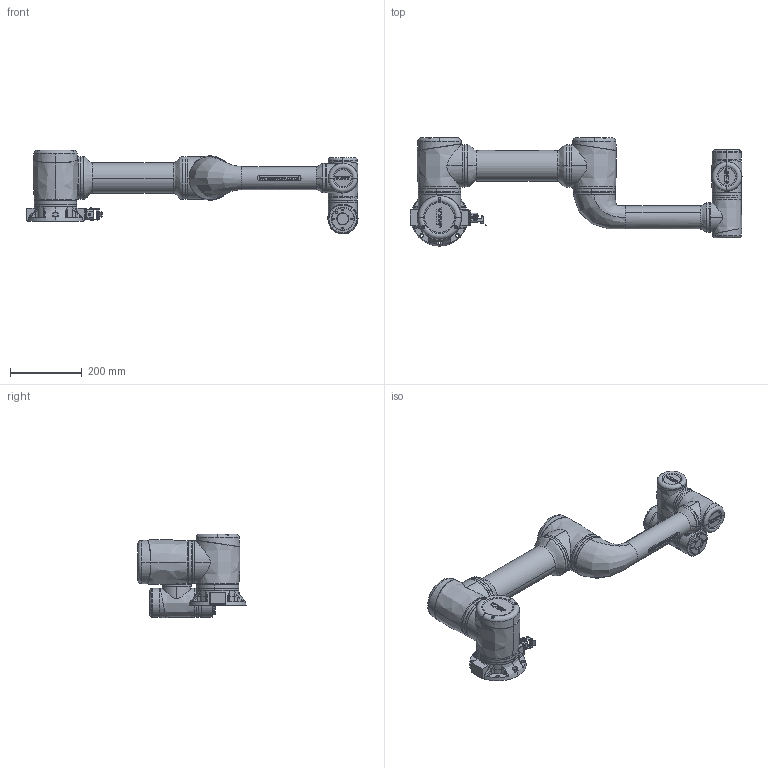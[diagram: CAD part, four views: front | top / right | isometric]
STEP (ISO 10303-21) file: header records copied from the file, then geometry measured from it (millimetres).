
FILE_DESCRIPTION (( 'STEP AP214' ), '1' );
FILE_NAME ('Zu 5 210907.STEP', '2021-09-07T04:57:46', ( 'Jiaxin' ), ( '' ), 'SwSTEP 2.0', 'SolidWorks 2016', '' );
FILE_SCHEMA (( 'AUTOMOTIVE_DESIGN' ));
Length unit declared in the file: millimetre
Products named in the file (8): Zu 5 03_默认; Zu 5 02_默认; Zu 5 01_默认; Zu 5 00_默认; Zu 5 210907; Zu 5 06_默认; Zu 5 05_默认; Zu 5 04_默认
Assembly tree (7 placements, depth 2):
  Zu 5 210907
    Zu 5 00_默认
    Zu 5 01_默认
    Zu 5 02_默认
    Zu 5 03_默认
    Zu 5 04_默认
    Zu 5 05_默认
    Zu 5 06_默认
Bounding box: 922.68 x 300.65 x 232.47 mm (x, y, z)
Volume: 11765653.5 mm3; surface area: 747143.6 mm2
Topology: 13 solids, 16 shells, 1755 faces, 4580 edges, 2968 vertices
Faces by surface type: plane 928, cylinder 400, bspline 308, torus 76, cone 40, sphere 3
Entity records: 83280 total; most frequent: CARTESIAN_POINT 37059, ORIENTED_EDGE 9037, DIRECTION 7442, EDGE_CURVE 4566, VERTEX_POINT 2968, LINE 2716, VECTOR 2716, AXIS2_PLACEMENT_3D 2363
